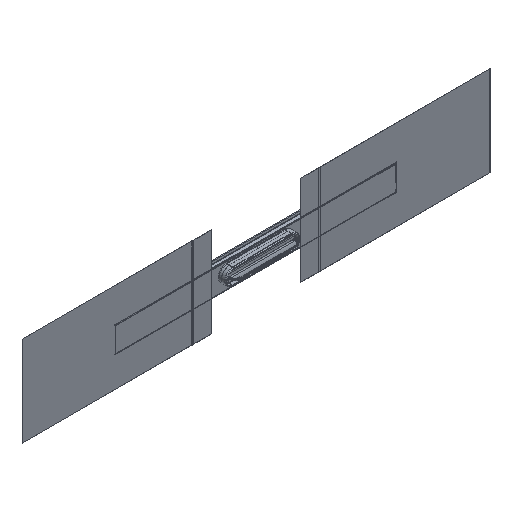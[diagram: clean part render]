
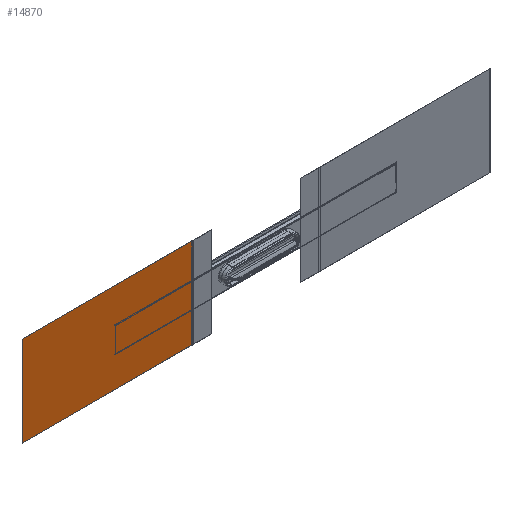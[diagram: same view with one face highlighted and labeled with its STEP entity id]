
A CAD part, isometric view. The second image highlights one B-rep face of the part: STEP entity #14870.
In plain terms, the highlighted planar face has unit normal (0, -1, 0).
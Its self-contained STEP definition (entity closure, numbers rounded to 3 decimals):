
#14831=CARTESIAN_POINT('Axis2P3D Location',(0.,0.,0.)) ;
#14836=CARTESIAN_POINT('Line Origine',(-55.,0.,0.)) ;
#14840=CARTESIAN_POINT('Vertex',(-55.,0.,126.535)) ;
#14842=CARTESIAN_POINT('Vertex',(-55.,0.,-126.535)) ;
#14845=CARTESIAN_POINT('Line Origine',(-293.5,0.,126.535)) ;
#14849=CARTESIAN_POINT('Vertex',(-532.,0.,126.535)) ;
#14852=CARTESIAN_POINT('Line Origine',(-532.,0.,0.)) ;
#14856=CARTESIAN_POINT('Vertex',(-532.,0.,-126.535)) ;
#14859=CARTESIAN_POINT('Line Origine',(-293.5,0.,-126.535)) ;
#14838=VECTOR('Line Direction',#14837,1.) ;
#14847=VECTOR('Line Direction',#14846,1.) ;
#14854=VECTOR('Line Direction',#14853,1.) ;
#14861=VECTOR('Line Direction',#14860,1.) ;
#14832=DIRECTION('Axis2P3D Direction',(-0.,1.,0.)) ;
#14833=DIRECTION('Axis2P3D XDirection',(1.,0.,0.)) ;
#14837=DIRECTION('Vector Direction',(0.,0.,-1.)) ;
#14846=DIRECTION('Vector Direction',(1.,0.,0.)) ;
#14853=DIRECTION('Vector Direction',(0.,0.,1.)) ;
#14860=DIRECTION('Vector Direction',(-1.,0.,0.)) ;
#14834=AXIS2_PLACEMENT_3D('Plane Axis2P3D',#14831,#14832,#14833) ;
#14839=LINE('Line',#14836,#14838) ;
#14848=LINE('Line',#14845,#14847) ;
#14855=LINE('Line',#14852,#14854) ;
#14862=LINE('Line',#14859,#14861) ;
#14835=PLANE('',#14834) ;
#14844=EDGE_CURVE('',#14841,#14843,#14839,.T.) ;
#14851=EDGE_CURVE('',#14850,#14841,#14848,.T.) ;
#14858=EDGE_CURVE('',#14857,#14850,#14855,.T.) ;
#14863=EDGE_CURVE('',#14843,#14857,#14862,.T.) ;
#14865=ORIENTED_EDGE('',*,*,#14844,.F.) ;
#14866=ORIENTED_EDGE('',*,*,#14851,.F.) ;
#14867=ORIENTED_EDGE('',*,*,#14858,.F.) ;
#14868=ORIENTED_EDGE('',*,*,#14863,.F.) ;
#14864=EDGE_LOOP('',(#14865,#14866,#14867,#14868)) ;
#14841=VERTEX_POINT('',#14840) ;
#14843=VERTEX_POINT('',#14842) ;
#14850=VERTEX_POINT('',#14849) ;
#14857=VERTEX_POINT('',#14856) ;
#14870=ADVANCED_FACE('Hauptk\X2\00F6\X0\rper',(#14869),#14835,.F.) ;
#14869=FACE_OUTER_BOUND('',#14864,.T.) ;
